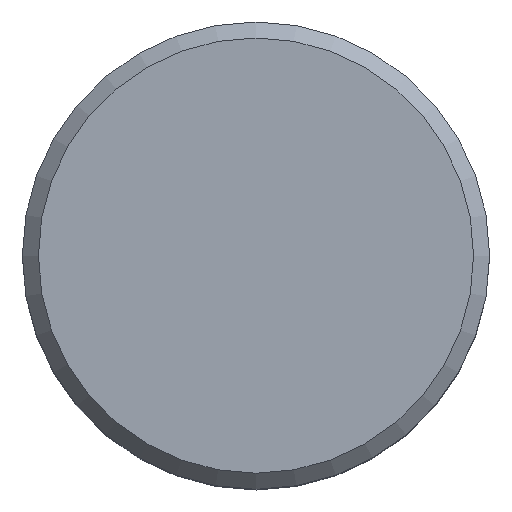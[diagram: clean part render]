
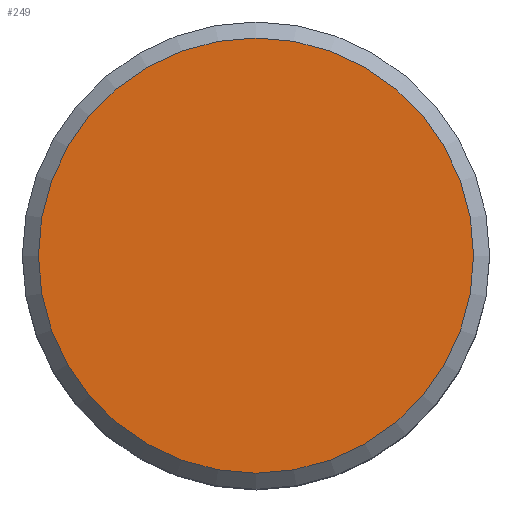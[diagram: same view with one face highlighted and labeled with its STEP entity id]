
A CAD part, top view. The second image highlights one B-rep face of the part: STEP entity #249.
In plain terms, the highlighted planar face has unit normal (0, 0, 1).
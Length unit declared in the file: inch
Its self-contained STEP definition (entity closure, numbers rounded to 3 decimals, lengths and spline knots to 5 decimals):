
#27=PLANE('',#302);
#72=FACE_OUTER_BOUND('',#93,.T.);
#93=EDGE_LOOP('',(#229));
#115=CIRCLE('',#301,0.22);
#134=VERTEX_POINT('',#460);
#165=EDGE_CURVE('',#134,#134,#115,.T.);
#229=ORIENTED_EDGE('',*,*,#165,.F.);
#249=ADVANCED_FACE('',(#72),#27,.T.);
#301=AXIS2_PLACEMENT_3D('',#461,#388,#389);
#302=AXIS2_PLACEMENT_3D('',#463,#391,#392);
#388=DIRECTION('center_axis',(0.,0.,
-1.));
#389=DIRECTION('ref_axis',(1.,0.,0.));
#391=DIRECTION('center_axis',(0.,0.,
1.));
#392=DIRECTION('ref_axis',(1.,0.,0.));
#460=CARTESIAN_POINT('',(-0.22,0.,0.95));
#461=CARTESIAN_POINT('Origin',(0.,0.,
0.95));
#463=CARTESIAN_POINT('Origin',(0.,0.,
0.95));
